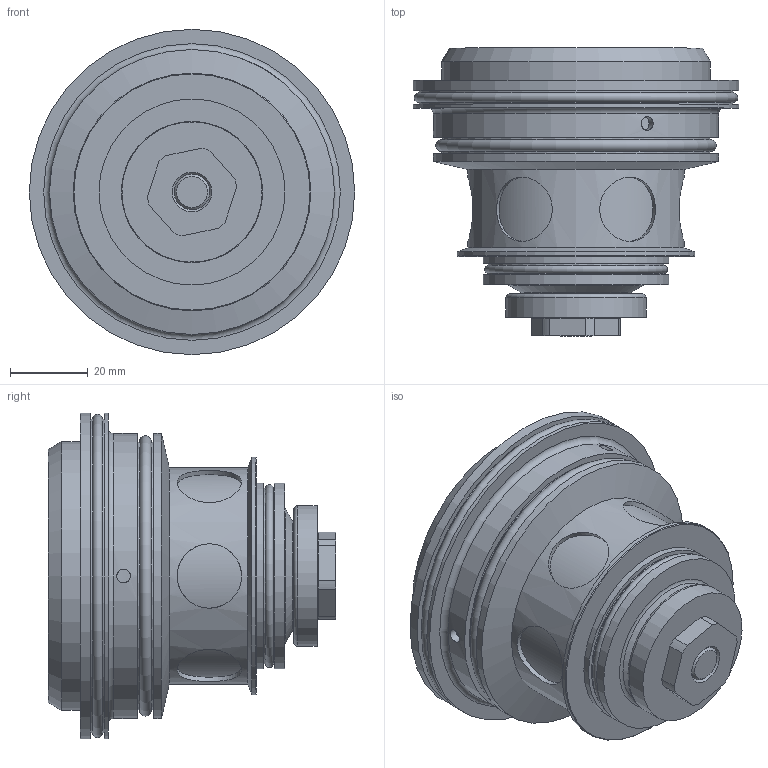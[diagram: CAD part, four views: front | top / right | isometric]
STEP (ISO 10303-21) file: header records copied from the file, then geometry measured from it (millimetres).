
FILE_DESCRIPTION(/* description */ (''),/* implementation_level */ '2;1');
FILE_NAME(/* name */ '161040.stp',/* time_stamp */ '2022-07-11T14:21:27+02:00',/* author */ ('junkers'),/* organization */ (''),/* preprocessor_version */ 'ST-DEVELOPER v19',/* originating_system */ 'Autodesk Inventor 2023',/* authorisation */ '');
FILE_SCHEMA (('AUTOMOTIVE_DESIGN { 1 0 10303 214 3 1 1 }'));
Length unit declared in the file: millimetre
Products named in the file (1): 161040
Bounding box: 83.5 x 73.9 x 83.5 mm (x, y, z)
Volume: 200061.2 mm3; surface area: 29280 mm2
Topology: 1 solids, 1 shells, 95 faces, 195 edges, 130 vertices
Faces by surface type: cylinder 47, plane 26, cone 12, torus 10
Full cylindrical faces by diameter (mm): 3.5 x5, 16.5 x6, 19.9 x1, 20 x1, 28 x1, 33 x1, 36 x1, 45 x2, 47.72 x2, 55 x1, 55.5 x1, 61 x1, 69 x3, 73.14 x2, 80.5 x2, 83.5 x2
Entity records: 3130 total; most frequent: CARTESIAN_POINT 1021, DIRECTION 454, ORIENTED_EDGE 384, AXIS2_PLACEMENT_3D 193, EDGE_CURVE 192, VERTEX_POINT 129, EDGE_LOOP 125, CIRCLE 97
